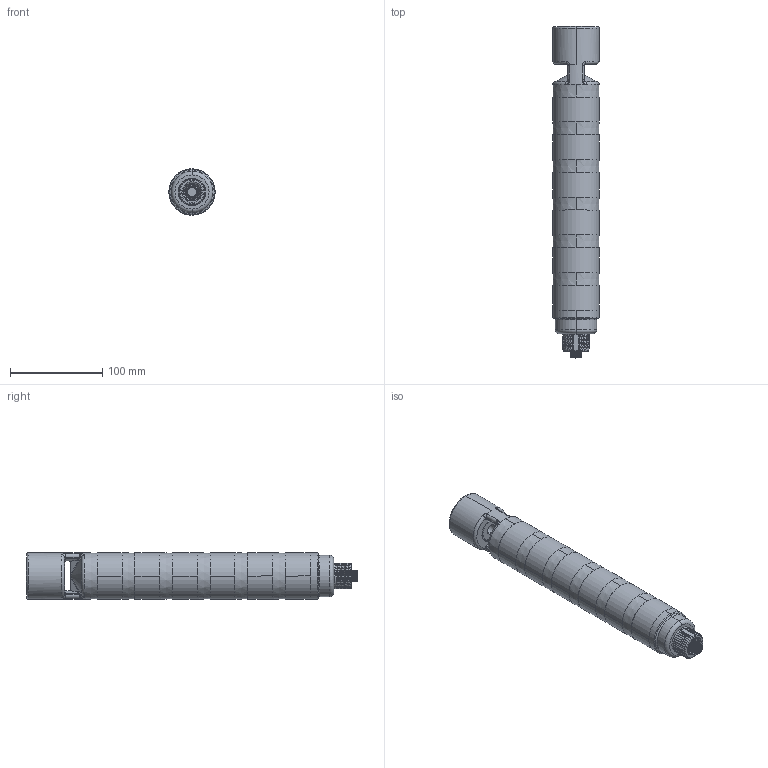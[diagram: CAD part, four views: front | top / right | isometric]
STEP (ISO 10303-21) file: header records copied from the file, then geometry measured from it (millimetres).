
FILE_DESCRIPTION((''),'2;1');
FILE_NAME('175264_SM01_ASM','2025-06-09T13:21:43',('banengservice'),('BANNER ENGINEERING'),'CREO PARAMETRIC BY PTC INC, 2022414','CREO PARAMETRIC BY PTC INC, 2022414','');
FILE_SCHEMA(('CONFIG_CONTROL_DESIGN'));
Length unit declared in the file: millimetre
Products named in the file (2): 175264_EP01; 175264_SM01_ASM
Assembly tree (1 placements, depth 2):
  175264_SM01_ASM
    175264_EP01
Bounding box: 50 x 359.02 x 50 mm (x, y, z)
Volume: 625321.1 mm3; surface area: 65518 mm2
Topology: 1 solids, 1 shells, 381 faces, 979 edges, 610 vertices
Faces by surface type: bspline 165, cylinder 126, plane 45, cone 23, torus 20, sphere 2
Entity records: 22867 total; most frequent: CARTESIAN_POINT 14889, ORIENTED_EDGE 1954, DIRECTION 1189, EDGE_CURVE 977, VERTEX_POINT 610, B_SPLINE_CURVE_WITH_KNOTS 460, AXIS2_PLACEMENT_3D 453, EDGE_LOOP 395
